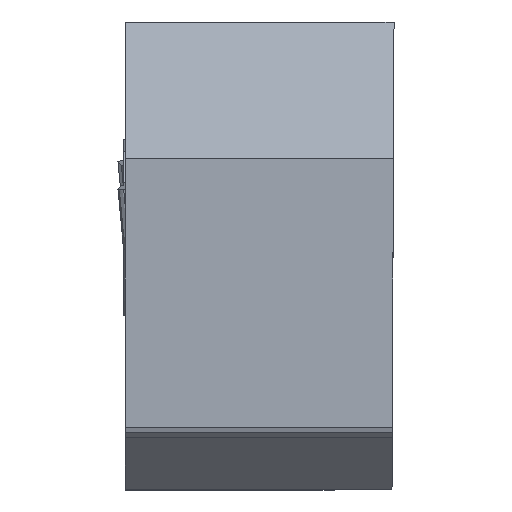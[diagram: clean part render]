
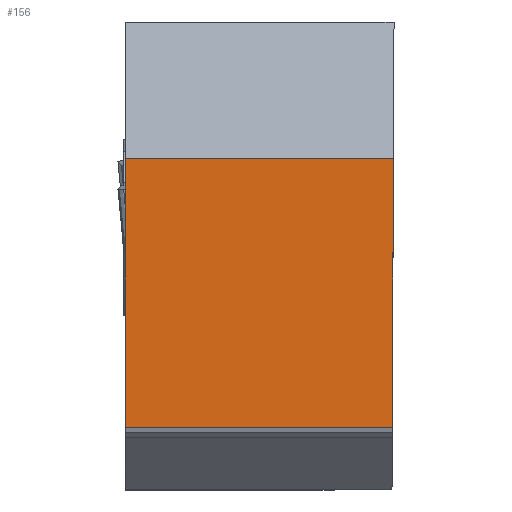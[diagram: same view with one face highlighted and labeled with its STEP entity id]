
A CAD part, top view. The second image highlights one B-rep face of the part: STEP entity #156.
In plain terms, the highlighted planar face has unit normal (0, 0, 1).
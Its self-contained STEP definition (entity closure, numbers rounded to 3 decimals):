
#156=ADVANCED_FACE('BLANK_BOXF006',(#271),#220,.T.);
#220=PLANE('',#1463);
#271=FACE_OUTER_BOUND('',#337,.T.);
#337=EDGE_LOOP('',(#500,#501,#502,#503));
#500=ORIENTED_EDGE('',*,*,#953,.F.);
#501=ORIENTED_EDGE('',*,*,#974,.F.);
#502=ORIENTED_EDGE('',*,*,#918,.F.);
#503=ORIENTED_EDGE('',*,*,#975,.T.);
#795=VERTEX_POINT('',#1910);
#796=VERTEX_POINT('',#1912);
#824=VERTEX_POINT('',#1980);
#825=VERTEX_POINT('',#1982);
#918=EDGE_CURVE('',#795,#796,#1102,.T.);
#953=EDGE_CURVE('',#824,#825,#1130,.T.);
#974=EDGE_CURVE('',#796,#824,#1148,.T.);
#975=EDGE_CURVE('',#795,#825,#1149,.T.);
#1102=LINE('',#1911,#1243);
#1130=LINE('',#1981,#1271);
#1148=LINE('',#2036,#1289);
#1149=LINE('',#2037,#1290);
#1243=VECTOR('',#1552,1.);
#1271=VECTOR('',#1606,1.);
#1289=VECTOR('',#1642,1.);
#1290=VECTOR('',#1643,1.);
#1463=AXIS2_PLACEMENT_3D('',#2038,#1644,#1645);
#1552=DIRECTION('',(0.,1.,0.));
#1606=DIRECTION('',(-0.004,-1.,0.));
#1642=DIRECTION('',(1.,0.,0.));
#1643=DIRECTION('',(1.,0.,0.));
#1644=DIRECTION('',(0.,0.,1.));
#1645=DIRECTION('',(-1.,0.,0.));
#1910=CARTESIAN_POINT('',(-9.425,0.,0.));
#1911=CARTESIAN_POINT('',(-9.425,15.425,0.));
#1912=CARTESIAN_POINT('',(-9.425,9.425,0.));
#1980=CARTESIAN_POINT('',(0.,9.425,0.));
#1981=CARTESIAN_POINT('',(0.027,15.521,0.));
#1982=CARTESIAN_POINT('',(-0.041,0.,0.));
#2036=CARTESIAN_POINT('',(22.,9.425,0.));
#2037=CARTESIAN_POINT('',(22.,0.,0.));
#2038=CARTESIAN_POINT('',(22.,15.425,0.));
